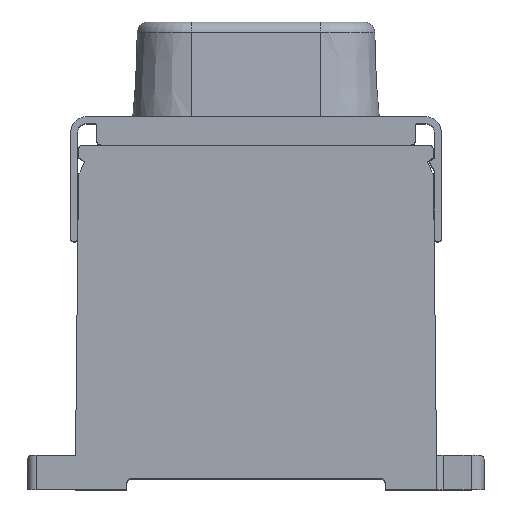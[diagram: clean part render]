
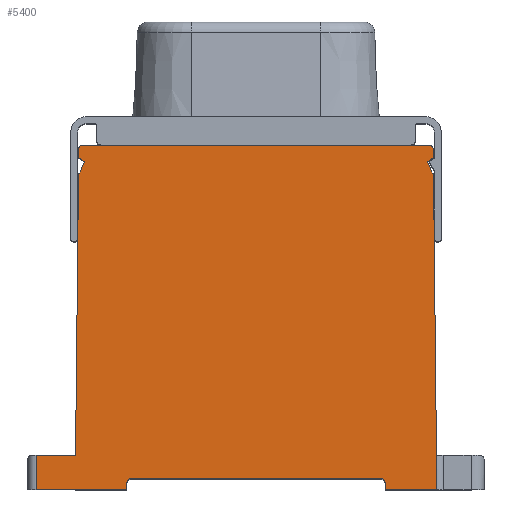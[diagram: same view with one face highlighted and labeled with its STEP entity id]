
A CAD part, top view. The second image highlights one B-rep face of the part: STEP entity #5400.
In plain terms, the highlighted planar face has unit normal (0, 0, 1).
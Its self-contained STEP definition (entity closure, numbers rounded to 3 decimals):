
#933=DIRECTION('',(0.,1.,0.));
#934=VECTOR('',#933,8.);
#935=CARTESIAN_POINT('',(42.,-54.3,36.));
#936=LINE('',#935,#934);
#937=DIRECTION('',(1.,0.,0.));
#938=VECTOR('',#937,12.);
#939=CARTESIAN_POINT('',(30.,-54.3,36.));
#940=LINE('',#939,#938);
#941=DIRECTION('',(0.,-1.,0.));
#942=VECTOR('',#941,1.5);
#943=CARTESIAN_POINT('',(30.,-52.8,36.));
#944=LINE('',#943,#942);
#945=CARTESIAN_POINT('',(29.,-52.8,36.));
#946=DIRECTION('',(0.,0.,-1.));
#947=DIRECTION('',(0.,1.,0.));
#948=AXIS2_PLACEMENT_3D('',#945,#946,#947);
#950=DIRECTION('',(1.,0.,0.));
#951=VECTOR('',#950,58.);
#952=CARTESIAN_POINT('',(-29.,-51.8,36.));
#953=LINE('',#952,#951);
#954=CARTESIAN_POINT('',(-29.,-52.8,36.));
#955=DIRECTION('',(0.,0.,-1.));
#956=DIRECTION('',(-1.,0.,0.));
#957=AXIS2_PLACEMENT_3D('',#954,#955,#956);
#959=DIRECTION('',(0.,1.,0.));
#960=VECTOR('',#959,1.5);
#961=CARTESIAN_POINT('',(-30.,-54.3,36.));
#962=LINE('',#961,#960);
#963=DIRECTION('',(1.,0.,0.));
#964=VECTOR('',#963,21.);
#965=CARTESIAN_POINT('',(-51.,-54.3,36.));
#966=LINE('',#965,#964);
#967=DIRECTION('',(0.,-1.,0.));
#968=VECTOR('',#967,8.);
#969=CARTESIAN_POINT('',(-51.,-46.3,36.));
#970=LINE('',#969,#968);
#971=DIRECTION('',(-1.,0.,0.));
#972=VECTOR('',#971,9.084);
#973=CARTESIAN_POINT('',(-41.916,-46.3,36.));
#974=LINE('',#973,#972);
#975=DIRECTION('',(-0.01,-1.,0.));
#976=VECTOR('',#975,65.503);
#977=CARTESIAN_POINT('',(-41.23,19.199,36.));
#978=LINE('',#977,#976);
#979=DIRECTION('',(-1.,0.,0.));
#980=VECTOR('',#979,0.259);
#981=CARTESIAN_POINT('',(-40.971,19.199,36.));
#982=LINE('',#981,#980);
#983=DIRECTION('',(-0.423,-0.906,0.));
#984=VECTOR('',#983,2.614);
#985=CARTESIAN_POINT('',(-39.866,21.568,36.));
#986=LINE('',#985,#984);
#987=CARTESIAN_POINT('',(-40.048,21.653,36.));
#988=DIRECTION('',(0.,0.,-1.));
#989=DIRECTION('',(0.574,0.819,0.));
#990=AXIS2_PLACEMENT_3D('',#987,#988,#989);
#992=DIRECTION('',(0.819,-0.574,0.));
#993=VECTOR('',#992,1.434);
#994=CARTESIAN_POINT('',(-41.107,22.639,36.));
#995=LINE('',#994,#993);
#996=CARTESIAN_POINT('',(-40.993,22.803,36.));
#997=DIRECTION('',(0.,0.,1.));
#998=DIRECTION('',(-1.,0.01,0.));
#999=AXIS2_PLACEMENT_3D('',#996,#997,#998);
#1001=DIRECTION('',(-0.01,-1.,0.));
#1002=VECTOR('',#1001,1.937);
#1003=CARTESIAN_POINT('',(-41.172,24.742,36.));
#1004=LINE('',#1003,#1002);
#1005=CARTESIAN_POINT('',(-40.173,24.699,36.));
#1006=DIRECTION('',(0.,0.,1.));
#1007=DIRECTION('',(0.033,0.999,0.));
#1008=AXIS2_PLACEMENT_3D('',#1005,#1006,#1007);
#1010=DIRECTION('',(-1.,0.,0.));
#1011=VECTOR('',#1010,80.312);
#1012=CARTESIAN_POINT('',(40.173,25.699,36.));
#1013=LINE('',#1012,#1011);
#1014=CARTESIAN_POINT('',(40.173,24.699,36.));
#1015=DIRECTION('',(0.,0.,1.));
#1016=DIRECTION('',(1.,0.01,0.));
#1017=AXIS2_PLACEMENT_3D('',#1014,#1015,#1016);
#1019=DIRECTION('',(-0.01,1.,0.));
#1020=VECTOR('',#1019,1.905);
#1021=CARTESIAN_POINT('',(41.193,22.805,36.));
#1022=LINE('',#1021,#1020);
#1023=CARTESIAN_POINT('',(40.993,22.803,36.));
#1024=DIRECTION('',(0.,0.,1.));
#1025=DIRECTION('',(0.574,-0.819,0.));
#1026=AXIS2_PLACEMENT_3D('',#1023,#1024,#1025);
#1028=DIRECTION('',(0.819,0.574,0.));
#1029=VECTOR('',#1028,1.434);
#1030=CARTESIAN_POINT('',(39.933,21.817,36.));
#1031=LINE('',#1030,#1029);
#1032=CARTESIAN_POINT('',(40.048,21.653,36.));
#1033=DIRECTION('',(0.,0.,-1.));
#1034=DIRECTION('',(-0.906,-0.423,0.));
#1035=AXIS2_PLACEMENT_3D('',#1032,#1033,#1034);
#1037=DIRECTION('',(-0.423,0.906,0.));
#1038=VECTOR('',#1037,2.614);
#1039=CARTESIAN_POINT('',(40.971,19.199,36.));
#1040=LINE('',#1039,#1038);
#1041=DIRECTION('',(-1.,0.,0.));
#1042=VECTOR('',#1041,0.259);
#1043=CARTESIAN_POINT('',(41.23,19.199,36.));
#1044=LINE('',#1043,#1042);
#1045=DIRECTION('',(-0.01,1.,0.));
#1046=VECTOR('',#1045,65.503);
#1047=CARTESIAN_POINT('',(41.916,-46.3,36.));
#1048=LINE('',#1047,#1046);
#1049=DIRECTION('',(-1.,0.,0.));
#1050=VECTOR('',#1049,0.084);
#1051=CARTESIAN_POINT('',(42.,-46.3,36.));
#1052=LINE('',#1051,#1050);
#3241=CARTESIAN_POINT('',(41.916,-46.3,36.));
#3242=CARTESIAN_POINT('',(41.23,19.199,36.));
#3243=VERTEX_POINT('',#3241);
#3244=VERTEX_POINT('',#3242);
#3245=CARTESIAN_POINT('',(40.971,19.199,36.));
#3246=VERTEX_POINT('',#3245);
#3247=CARTESIAN_POINT('',(39.866,21.568,36.));
#3248=VERTEX_POINT('',#3247);
#3249=CARTESIAN_POINT('',(39.933,21.817,36.));
#3250=VERTEX_POINT('',#3249);
#3251=CARTESIAN_POINT('',(41.107,22.639,36.));
#3252=VERTEX_POINT('',#3251);
#3253=CARTESIAN_POINT('',(41.193,22.805,36.));
#3254=VERTEX_POINT('',#3253);
#3255=CARTESIAN_POINT('',(41.173,24.71,36.));
#3256=VERTEX_POINT('',#3255);
#3257=CARTESIAN_POINT('',(40.173,25.699,36.));
#3258=VERTEX_POINT('',#3257);
#3259=CARTESIAN_POINT('',(-40.14,25.699,36.));
#3260=VERTEX_POINT('',#3259);
#3261=CARTESIAN_POINT('',(-41.172,24.742,36.));
#3262=VERTEX_POINT('',#3261);
#3263=CARTESIAN_POINT('',(-41.193,22.805,36.));
#3264=VERTEX_POINT('',#3263);
#3265=CARTESIAN_POINT('',(-41.107,22.639,36.));
#3266=VERTEX_POINT('',#3265);
#3267=CARTESIAN_POINT('',(-39.933,21.817,36.));
#3268=VERTEX_POINT('',#3267);
#3269=CARTESIAN_POINT('',(-39.866,21.568,36.));
#3270=VERTEX_POINT('',#3269);
#3271=CARTESIAN_POINT('',(-40.971,19.199,36.));
#3272=VERTEX_POINT('',#3271);
#3273=CARTESIAN_POINT('',(-41.23,19.199,36.));
#3274=VERTEX_POINT('',#3273);
#3275=CARTESIAN_POINT('',(-41.916,-46.3,36.));
#3276=VERTEX_POINT('',#3275);
#3277=CARTESIAN_POINT('',(-30.,-54.3,36.));
#3278=CARTESIAN_POINT('',(-30.,-52.8,36.));
#3279=VERTEX_POINT('',#3277);
#3280=VERTEX_POINT('',#3278);
#3281=CARTESIAN_POINT('',(-29.,-51.8,36.));
#3282=VERTEX_POINT('',#3281);
#3283=CARTESIAN_POINT('',(29.,-51.8,36.));
#3284=VERTEX_POINT('',#3283);
#3285=CARTESIAN_POINT('',(30.,-52.8,36.));
#3286=VERTEX_POINT('',#3285);
#3287=CARTESIAN_POINT('',(30.,-54.3,36.));
#3288=VERTEX_POINT('',#3287);
#3710=CARTESIAN_POINT('',(42.,-54.3,36.));
#3711=CARTESIAN_POINT('',(42.,-46.3,36.));
#3712=VERTEX_POINT('',#3710);
#3713=VERTEX_POINT('',#3711);
#3714=CARTESIAN_POINT('',(-51.,-46.3,36.));
#3715=CARTESIAN_POINT('',(-51.,-54.3,36.));
#3716=VERTEX_POINT('',#3714);
#3717=VERTEX_POINT('',#3715);
#5364=CARTESIAN_POINT('',(0.,0.,36.));
#5365=DIRECTION('',(0.,0.,1.));
#5366=DIRECTION('',(1.,0.,0.));
#5367=AXIS2_PLACEMENT_3D('',#5364,#5365,#5366);
#5368=PLANE('',#5367);
#5370=ORIENTED_EDGE('',*,*,#5369,.F.);
#5371=ORIENTED_EDGE('',*,*,#4356,.F.);
#5372=ORIENTED_EDGE('',*,*,#4397,.F.);
#5373=ORIENTED_EDGE('',*,*,#4411,.F.);
#5374=ORIENTED_EDGE('',*,*,#4425,.F.);
#5375=ORIENTED_EDGE('',*,*,#4439,.F.);
#5376=ORIENTED_EDGE('',*,*,#4453,.F.);
#5377=ORIENTED_EDGE('',*,*,#4466,.F.);
#5378=ORIENTED_EDGE('',*,*,#4604,.F.);
#5379=ORIENTED_EDGE('',*,*,#4529,.F.);
#5380=ORIENTED_EDGE('',*,*,#4713,.F.);
#5381=ORIENTED_EDGE('',*,*,#4986,.F.);
#5382=ORIENTED_EDGE('',*,*,#5013,.F.);
#5383=ORIENTED_EDGE('',*,*,#5040,.F.);
#5384=ORIENTED_EDGE('',*,*,#5067,.F.);
#5385=ORIENTED_EDGE('',*,*,#5094,.F.);
#5386=ORIENTED_EDGE('',*,*,#5120,.F.);
#5387=ORIENTED_EDGE('',*,*,#5147,.F.);
#5388=ORIENTED_EDGE('',*,*,#5187,.F.);
#5389=ORIENTED_EDGE('',*,*,#5224,.F.);
#5390=ORIENTED_EDGE('',*,*,#5252,.F.);
#5391=ORIENTED_EDGE('',*,*,#5279,.F.);
#5392=ORIENTED_EDGE('',*,*,#5306,.F.);
#5393=ORIENTED_EDGE('',*,*,#5333,.F.);
#5394=ORIENTED_EDGE('',*,*,#5358,.F.);
#5395=ORIENTED_EDGE('',*,*,#4914,.F.);
#5396=ORIENTED_EDGE('',*,*,#4759,.F.);
#5397=ORIENTED_EDGE('',*,*,#4279,.F.);
#5398=EDGE_LOOP('',(#5370,#5371,#5372,#5373,#5374,#5375,#5376,#5377,#5378,#5379,
#5380,#5381,#5382,#5383,#5384,#5385,#5386,#5387,#5388,#5389,#5390,#5391,#5392,
#5393,#5394,#5395,#5396,#5397));
#5399=FACE_OUTER_BOUND('',#5398,.F.);
#949=CIRCLE('',#948,1.);
#958=CIRCLE('',#957,1.);
#991=CIRCLE('',#990,0.2);
#1000=CIRCLE('',#999,0.2);
#1009=CIRCLE('',#1008,1.001);
#1018=CIRCLE('',#1017,1.);
#1027=CIRCLE('',#1026,0.2);
#1036=CIRCLE('',#1035,0.2);
#4279=EDGE_CURVE('',#3713,#3243,#1052,.T.);
#4356=EDGE_CURVE('',#3288,#3712,#940,.T.);
#4397=EDGE_CURVE('',#3286,#3288,#944,.T.);
#4411=EDGE_CURVE('',#3284,#3286,#949,.T.);
#4425=EDGE_CURVE('',#3282,#3284,#953,.T.);
#4439=EDGE_CURVE('',#3280,#3282,#958,.T.);
#4453=EDGE_CURVE('',#3279,#3280,#962,.T.);
#4466=EDGE_CURVE('',#3717,#3279,#966,.T.);
#4529=EDGE_CURVE('',#3276,#3716,#974,.T.);
#4604=EDGE_CURVE('',#3716,#3717,#970,.T.);
#4713=EDGE_CURVE('',#3274,#3276,#978,.T.);
#4759=EDGE_CURVE('',#3243,#3244,#1048,.T.);
#4914=EDGE_CURVE('',#3244,#3246,#1044,.T.);
#4986=EDGE_CURVE('',#3272,#3274,#982,.T.);
#5013=EDGE_CURVE('',#3270,#3272,#986,.T.);
#5040=EDGE_CURVE('',#3268,#3270,#991,.T.);
#5067=EDGE_CURVE('',#3266,#3268,#995,.T.);
#5094=EDGE_CURVE('',#3264,#3266,#1000,.T.);
#5120=EDGE_CURVE('',#3262,#3264,#1004,.T.);
#5147=EDGE_CURVE('',#3260,#3262,#1009,.T.);
#5187=EDGE_CURVE('',#3258,#3260,#1013,.T.);
#5224=EDGE_CURVE('',#3256,#3258,#1018,.T.);
#5252=EDGE_CURVE('',#3254,#3256,#1022,.T.);
#5279=EDGE_CURVE('',#3252,#3254,#1027,.T.);
#5306=EDGE_CURVE('',#3250,#3252,#1031,.T.);
#5333=EDGE_CURVE('',#3248,#3250,#1036,.T.);
#5358=EDGE_CURVE('',#3246,#3248,#1040,.T.);
#5369=EDGE_CURVE('',#3712,#3713,#936,.T.);
#5400=ADVANCED_FACE('',(#5399),#5368,.T.);
